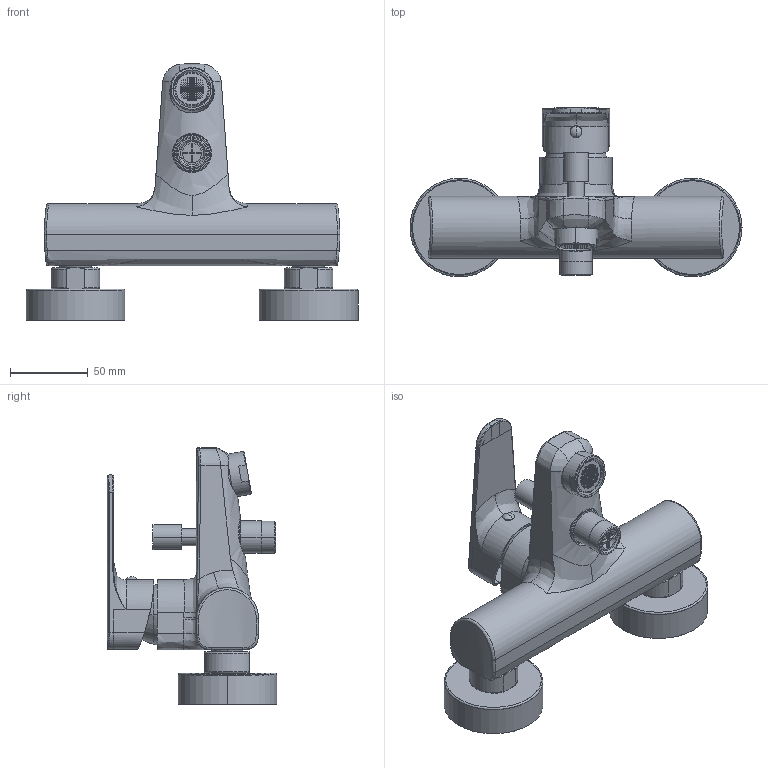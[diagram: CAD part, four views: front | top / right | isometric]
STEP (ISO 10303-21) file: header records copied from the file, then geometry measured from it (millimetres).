
FILE_DESCRIPTION((''),'2;1');
FILE_NAME('SY022CR','2021-11-09T09:09:15',('ut3'),('PAFFONI SpA'),'CREO PARAMETRIC BY PTC INC, 2020044','CREO PARAMETRIC BY PTC INC, 2020044','');
FILE_SCHEMA(('CONFIG_CONTROL_DESIGN','SHAPE_APPEARANCE_LAYERS_GROUPS'));
Products named in the file (1): SY022CR
Bounding box: 213.5 x 109.05 x 165 mm (x, y, z)
Volume: 260491.1 mm3; surface area: 175836.7 mm2
Topology: 3 solids, 4 shells, 3096 faces, 8701 edges, 5642 vertices
Faces by surface type: plane 2215, cylinder 444, torus 146, bspline 140, cone 116, extrusion 23, sphere 12
Entity records: 146334 total; most frequent: CARTESIAN_POINT 43159, ORIENTED_EDGE 17370, DIRECTION 16076, EDGE_CURVE 8685, VERTEX_POINT 5642, VECTOR 5558, LINE 5535, AXIS2_PLACEMENT_3D 5259
